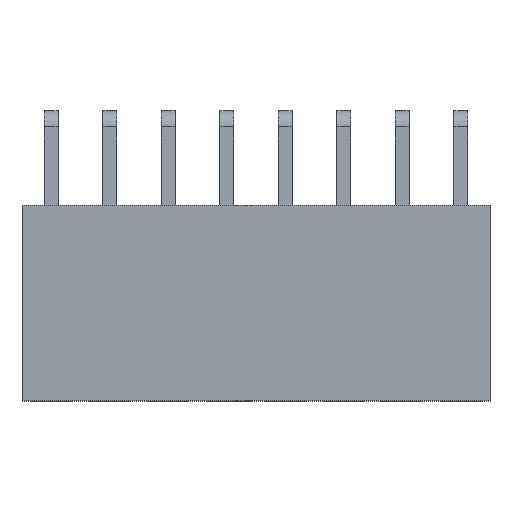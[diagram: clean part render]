
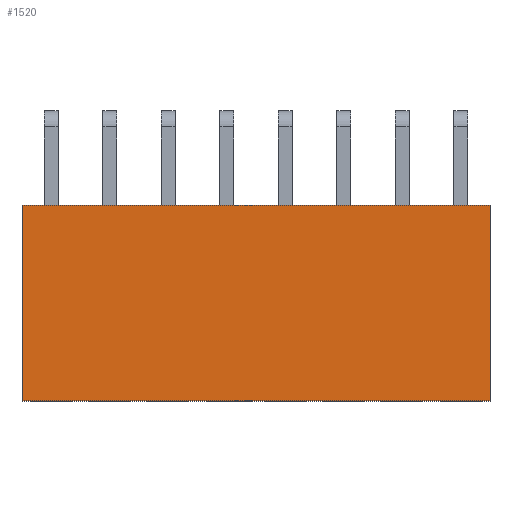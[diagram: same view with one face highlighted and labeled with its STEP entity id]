
A CAD part, top view. The second image highlights one B-rep face of the part: STEP entity #1520.
In plain terms, the highlighted planar face has unit normal (0, 0, 1).
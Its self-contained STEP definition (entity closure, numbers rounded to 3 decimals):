
#1520=ADVANCED_FACE('',(#9700),#9702,.T.);
#9700=FACE_BOUND('',#9701,.T.);
#9701=EDGE_LOOP('',(#16281,#16282,#16283,#16284));
#9702=PLANE('',#9703);
#9703=AXIS2_PLACEMENT_3D('',#9704,#9705,#9706);
#9704=CARTESIAN_POINT('',(1.27,-1.36,5.08));
#9705=DIRECTION('',(0.,0.,1.));
#9706=DIRECTION('',(-1.,0.,0.));
#16281=ORIENTED_EDGE('',*,*,#20737,.T.);
#16282=ORIENTED_EDGE('',*,*,#21051,.F.);
#16283=ORIENTED_EDGE('',*,*,#20744,.F.);
#16284=ORIENTED_EDGE('',*,*,#21116,.T.);
#20737=EDGE_CURVE('',#23653,#23651,#23654,.T.);
#20744=EDGE_CURVE('',#23663,#23665,#23666,.T.);
#21051=EDGE_CURVE('',#23665,#23651,#24211,.T.);
#21116=EDGE_CURVE('',#23663,#23653,#24340,.T.);
#23651=VERTEX_POINT('',#28793);
#23653=VERTEX_POINT('',#28797);
#23654=LINE('',#28798,#28799);
#23663=VERTEX_POINT('',#28819);
#23665=VERTEX_POINT('',#28823);
#23666=LINE('',#28824,#28825);
#24211=LINE('',#30019,#30020);
#24340=LINE('',#30278,#30279);
#28793=CARTESIAN_POINT('',(-1.27,-9.86,5.08));
#28797=CARTESIAN_POINT('',(-1.27,-1.36,5.08));
#28798=CARTESIAN_POINT('',(-1.27,-1.36,5.08));
#28799=VECTOR('',#28800,1.);
#28800=DIRECTION('',(0.,-1.,0.));
#28819=CARTESIAN_POINT('',(19.05,-1.36,5.08));
#28823=CARTESIAN_POINT('',(19.05,-9.86,5.08));
#28824=CARTESIAN_POINT('',(19.05,-1.36,5.08));
#28825=VECTOR('',#28826,1.);
#28826=DIRECTION('',(0.,-1.,0.));
#30019=CARTESIAN_POINT('',(19.05,-9.86,5.08));
#30020=VECTOR('',#30021,1.);
#30021=DIRECTION('',(-1.,0.,0.));
#30278=CARTESIAN_POINT('',(19.05,-1.36,5.08));
#30279=VECTOR('',#30280,1.);
#30280=DIRECTION('',(-1.,0.,0.));
